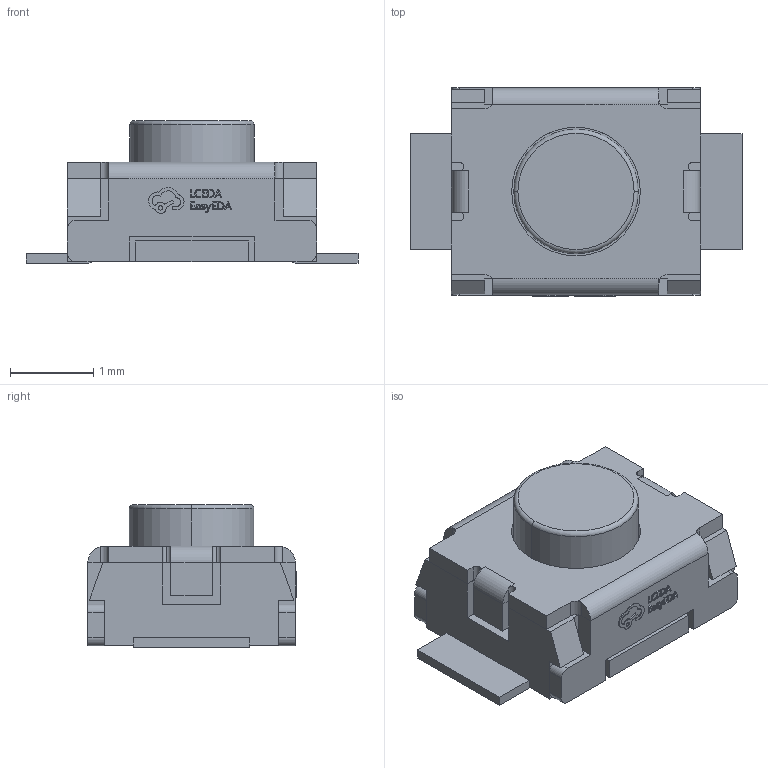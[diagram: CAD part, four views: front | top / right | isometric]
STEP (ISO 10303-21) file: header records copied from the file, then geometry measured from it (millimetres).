
FILE_DESCRIPTION (( 'STEP AP214' ), '1' );
FILE_NAME ('KEY-SMD_L3.0-W2.5-LS4.0_TD-1183SN.STEP', '2024-10-03T04:37:33', ( '' ), ( '' ), 'SwSTEP 2.0', 'SolidWorks 2020', '' );
FILE_SCHEMA (( 'AUTOMOTIVE_DESIGN' ));
Length unit declared in the file: millimetre
Products named in the file (1): KEY-SMD_L3.0-W2.5-LS4.0_TD-1183SN
Bounding box: 4 x 2.51 x 1.72 mm (x, y, z)
Volume: 9.6 mm3; surface area: 55.8 mm2
Topology: 2 solids, 2 shells, 367 faces, 1003 edges, 660 vertices
Faces by surface type: plane 237, bspline 98, cylinder 30, torus 2
Entity records: 16097 total; most frequent: CARTESIAN_POINT 3337, ORIENTED_EDGE 2006, DIRECTION 1415, EDGE_CURVE 1003, LINE 731, VECTOR 731, VERTEX_POINT 660, EDGE_LOOP 389
